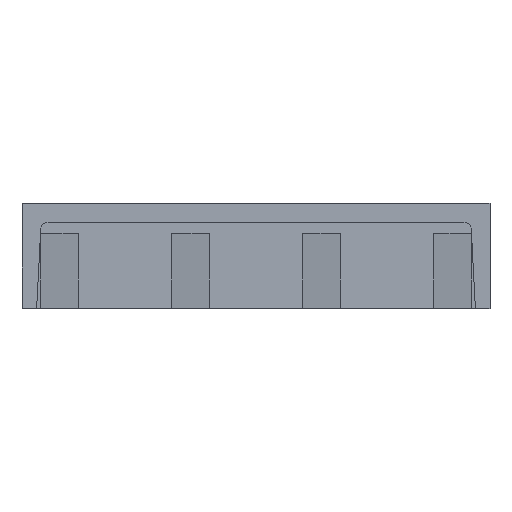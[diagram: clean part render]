
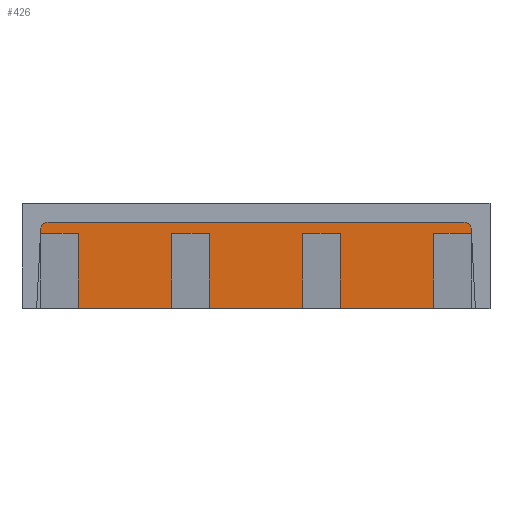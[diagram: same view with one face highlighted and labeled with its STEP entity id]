
A CAD part, top view. The second image highlights one B-rep face of the part: STEP entity #426.
In plain terms, the highlighted planar face has unit normal (0, 0, 1).
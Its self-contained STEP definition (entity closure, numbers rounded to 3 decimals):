
#218=AXIS2_PLACEMENT_3D('Circle Axis2P3D',#216,#217,$) ;
#301=AXIS2_PLACEMENT_3D('Plane Axis2P3D',#298,#299,#300) ;
#403=AXIS2_PLACEMENT_3D('Circle Axis2P3D',#401,#402,$) ;
#216=CARTESIAN_POINT('Axis2P3D Location',(0.7,2.1,21.701)) ;
#220=CARTESIAN_POINT('Vertex',(0.5,2.11,21.701)) ;
#222=CARTESIAN_POINT('Vertex',(0.7,2.3,21.701)) ;
#253=CARTESIAN_POINT('Vertex',(0.494,2.,21.701)) ;
#256=CARTESIAN_POINT('Line Origine',(0.497,2.055,21.701)) ;
#279=CARTESIAN_POINT('Line Origine',(6.25,2.3,21.701)) ;
#283=CARTESIAN_POINT('Vertex',(11.8,2.3,21.701)) ;
#298=CARTESIAN_POINT('Axis2P3D Location',(1.,-30.463,21.701)) ;
#303=CARTESIAN_POINT('Line Origine',(1.,2.,21.701)) ;
#307=CARTESIAN_POINT('Vertex',(1.506,2.,21.701)) ;
#310=CARTESIAN_POINT('Line Origine',(1.506,1.,21.701)) ;
#314=CARTESIAN_POINT('Vertex',(1.506,0.,21.701)) ;
#317=CARTESIAN_POINT('Line Origine',(2.75,0.,21.701)) ;
#321=CARTESIAN_POINT('Vertex',(3.994,0.,21.701)) ;
#324=CARTESIAN_POINT('Line Origine',(3.994,1.,21.701)) ;
#328=CARTESIAN_POINT('Vertex',(3.994,2.,21.701)) ;
#331=CARTESIAN_POINT('Line Origine',(4.5,2.,21.701)) ;
#335=CARTESIAN_POINT('Vertex',(5.006,2.,21.701)) ;
#338=CARTESIAN_POINT('Line Origine',(5.006,1.,21.701)) ;
#342=CARTESIAN_POINT('Vertex',(5.006,0.,21.701)) ;
#345=CARTESIAN_POINT('Line Origine',(6.25,0.,21.701)) ;
#349=CARTESIAN_POINT('Vertex',(7.494,0.,21.701)) ;
#352=CARTESIAN_POINT('Line Origine',(7.494,1.,21.701)) ;
#356=CARTESIAN_POINT('Vertex',(7.494,2.,21.701)) ;
#359=CARTESIAN_POINT('Line Origine',(8.,2.,21.701)) ;
#363=CARTESIAN_POINT('Vertex',(8.506,2.,21.701)) ;
#366=CARTESIAN_POINT('Line Origine',(8.506,1.,21.701)) ;
#370=CARTESIAN_POINT('Vertex',(8.506,0.,21.701)) ;
#373=CARTESIAN_POINT('Line Origine',(9.75,0.,21.701)) ;
#377=CARTESIAN_POINT('Vertex',(10.994,0.,21.701)) ;
#380=CARTESIAN_POINT('Line Origine',(10.994,1.,21.701)) ;
#384=CARTESIAN_POINT('Vertex',(10.994,2.,21.701)) ;
#387=CARTESIAN_POINT('Line Origine',(11.5,2.,21.701)) ;
#391=CARTESIAN_POINT('Vertex',(12.006,2.,21.701)) ;
#394=CARTESIAN_POINT('Line Origine',(12.003,2.055,21.701)) ;
#398=CARTESIAN_POINT('Vertex',(12.,2.11,21.701)) ;
#401=CARTESIAN_POINT('Axis2P3D Location',(11.8,2.1,21.701)) ;
#217=DIRECTION('Axis2P3D Direction',(0.,0.,-1.)) ;
#257=DIRECTION('Vector Direction',(-0.052,-0.999,0.)) ;
#280=DIRECTION('Vector Direction',(1.,0.,0.)) ;
#299=DIRECTION('Axis2P3D Direction',(0.,0.,-1.)) ;
#300=DIRECTION('Axis2P3D XDirection',(0.,-1.,0.)) ;
#304=DIRECTION('Vector Direction',(-1.,0.,0.)) ;
#311=DIRECTION('Vector Direction',(0.,-1.,0.)) ;
#318=DIRECTION('Vector Direction',(-1.,0.,0.)) ;
#325=DIRECTION('Vector Direction',(0.,-1.,0.)) ;
#332=DIRECTION('Vector Direction',(-1.,0.,0.)) ;
#339=DIRECTION('Vector Direction',(0.,-1.,0.)) ;
#346=DIRECTION('Vector Direction',(-1.,0.,0.)) ;
#353=DIRECTION('Vector Direction',(0.,-1.,0.)) ;
#360=DIRECTION('Vector Direction',(-1.,0.,0.)) ;
#367=DIRECTION('Vector Direction',(0.,-1.,0.)) ;
#374=DIRECTION('Vector Direction',(-1.,0.,0.)) ;
#381=DIRECTION('Vector Direction',(0.,-1.,0.)) ;
#388=DIRECTION('Vector Direction',(-1.,0.,0.)) ;
#395=DIRECTION('Vector Direction',(-0.052,0.999,0.)) ;
#402=DIRECTION('Axis2P3D Direction',(0.,0.,-1.)) ;
#258=VECTOR('Line Direction',#257,1.) ;
#281=VECTOR('Line Direction',#280,1.) ;
#305=VECTOR('Line Direction',#304,1.) ;
#312=VECTOR('Line Direction',#311,1.) ;
#319=VECTOR('Line Direction',#318,1.) ;
#326=VECTOR('Line Direction',#325,1.) ;
#333=VECTOR('Line Direction',#332,1.) ;
#340=VECTOR('Line Direction',#339,1.) ;
#347=VECTOR('Line Direction',#346,1.) ;
#354=VECTOR('Line Direction',#353,1.) ;
#361=VECTOR('Line Direction',#360,1.) ;
#368=VECTOR('Line Direction',#367,1.) ;
#375=VECTOR('Line Direction',#374,1.) ;
#382=VECTOR('Line Direction',#381,1.) ;
#389=VECTOR('Line Direction',#388,1.) ;
#396=VECTOR('Line Direction',#395,1.) ;
#407=ORIENTED_EDGE('',*,*,#309,.F.) ;
#408=ORIENTED_EDGE('',*,*,#316,.F.) ;
#409=ORIENTED_EDGE('',*,*,#323,.F.) ;
#410=ORIENTED_EDGE('',*,*,#330,.T.) ;
#411=ORIENTED_EDGE('',*,*,#337,.F.) ;
#412=ORIENTED_EDGE('',*,*,#344,.F.) ;
#413=ORIENTED_EDGE('',*,*,#351,.F.) ;
#414=ORIENTED_EDGE('',*,*,#358,.T.) ;
#415=ORIENTED_EDGE('',*,*,#365,.F.) ;
#416=ORIENTED_EDGE('',*,*,#372,.F.) ;
#417=ORIENTED_EDGE('',*,*,#379,.F.) ;
#418=ORIENTED_EDGE('',*,*,#386,.T.) ;
#419=ORIENTED_EDGE('',*,*,#393,.F.) ;
#420=ORIENTED_EDGE('',*,*,#400,.F.) ;
#421=ORIENTED_EDGE('',*,*,#405,.F.) ;
#422=ORIENTED_EDGE('',*,*,#285,.F.) ;
#423=ORIENTED_EDGE('',*,*,#224,.F.) ;
#424=ORIENTED_EDGE('',*,*,#260,.F.) ;
#426=ADVANCED_FACE('ZQV_1-5N_KU',(#425),#302,.F.) ;
#219=CIRCLE('generated circle',#218,0.2) ;
#404=CIRCLE('generated circle',#403,0.2) ;
#224=EDGE_CURVE('',#221,#223,#219,.T.) ;
#260=EDGE_CURVE('',#254,#221,#259,.F.) ;
#285=EDGE_CURVE('',#223,#284,#282,.T.) ;
#309=EDGE_CURVE('',#308,#254,#306,.T.) ;
#316=EDGE_CURVE('',#315,#308,#313,.F.) ;
#323=EDGE_CURVE('',#322,#315,#320,.T.) ;
#330=EDGE_CURVE('',#322,#329,#327,.F.) ;
#337=EDGE_CURVE('',#336,#329,#334,.T.) ;
#344=EDGE_CURVE('',#343,#336,#341,.F.) ;
#351=EDGE_CURVE('',#350,#343,#348,.T.) ;
#358=EDGE_CURVE('',#350,#357,#355,.F.) ;
#365=EDGE_CURVE('',#364,#357,#362,.T.) ;
#372=EDGE_CURVE('',#371,#364,#369,.F.) ;
#379=EDGE_CURVE('',#378,#371,#376,.T.) ;
#386=EDGE_CURVE('',#378,#385,#383,.F.) ;
#393=EDGE_CURVE('',#392,#385,#390,.T.) ;
#400=EDGE_CURVE('',#399,#392,#397,.F.) ;
#405=EDGE_CURVE('',#284,#399,#404,.T.) ;
#406=EDGE_LOOP('',(#407,#408,#409,#410,#411,#412,#413,#414,#415,#416,#417,#418,#419,#420,#421,#422,#423,#424)) ;
#425=FACE_OUTER_BOUND('',#406,.T.) ;
#259=LINE('Line',#256,#258) ;
#282=LINE('Line',#279,#281) ;
#306=LINE('Line',#303,#305) ;
#313=LINE('Line',#310,#312) ;
#320=LINE('Line',#317,#319) ;
#327=LINE('Line',#324,#326) ;
#334=LINE('Line',#331,#333) ;
#341=LINE('Line',#338,#340) ;
#348=LINE('Line',#345,#347) ;
#355=LINE('Line',#352,#354) ;
#362=LINE('Line',#359,#361) ;
#369=LINE('Line',#366,#368) ;
#376=LINE('Line',#373,#375) ;
#383=LINE('Line',#380,#382) ;
#390=LINE('Line',#387,#389) ;
#397=LINE('Line',#394,#396) ;
#302=PLANE('',#301) ;
#221=VERTEX_POINT('',#220) ;
#223=VERTEX_POINT('',#222) ;
#254=VERTEX_POINT('',#253) ;
#284=VERTEX_POINT('',#283) ;
#308=VERTEX_POINT('',#307) ;
#315=VERTEX_POINT('',#314) ;
#322=VERTEX_POINT('',#321) ;
#329=VERTEX_POINT('',#328) ;
#336=VERTEX_POINT('',#335) ;
#343=VERTEX_POINT('',#342) ;
#350=VERTEX_POINT('',#349) ;
#357=VERTEX_POINT('',#356) ;
#364=VERTEX_POINT('',#363) ;
#371=VERTEX_POINT('',#370) ;
#378=VERTEX_POINT('',#377) ;
#385=VERTEX_POINT('',#384) ;
#392=VERTEX_POINT('',#391) ;
#399=VERTEX_POINT('',#398) ;
